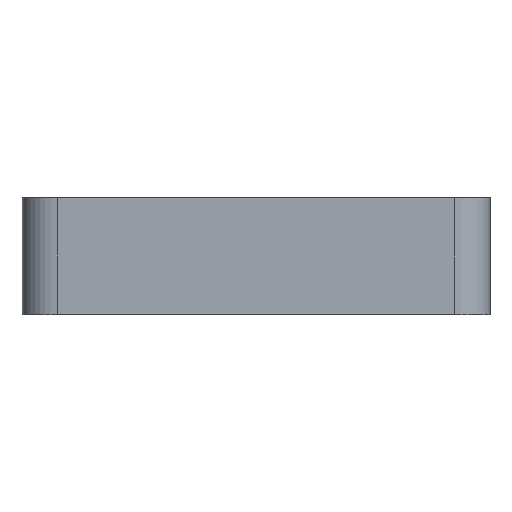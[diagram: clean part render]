
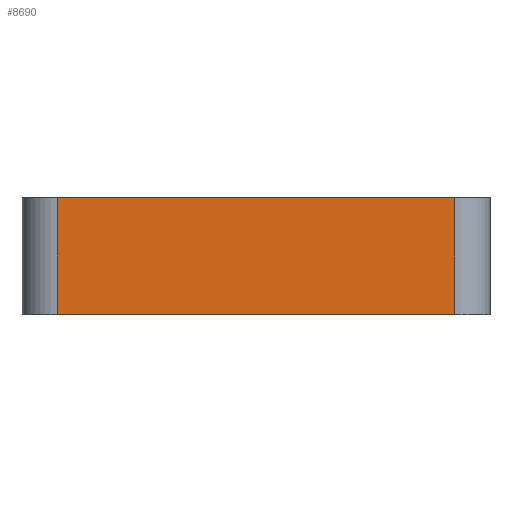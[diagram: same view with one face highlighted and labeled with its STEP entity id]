
A CAD part, left-side view. The second image highlights one B-rep face of the part: STEP entity #8690.
In plain terms, the highlighted planar face has unit normal (-1, 0, 0).
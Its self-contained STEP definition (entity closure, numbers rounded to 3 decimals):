
#2356 = CARTESIAN_POINT ( 'NONE',  ( -40., 17., 0. ) ) ;
#2758 = CARTESIAN_POINT ( 'NONE',  ( -40., -17., 0. ) ) ;
#2778 = VERTEX_POINT ( 'NONE', #6281 ) ;
#3175 = ORIENTED_EDGE ( 'NONE', *, *, #8983, .T. ) ;
#3531 = PLANE ( 'NONE',  #4795 ) ;
#3609 = CARTESIAN_POINT ( 'NONE',  ( -40., -17., 0. ) ) ;
#3620 = CARTESIAN_POINT ( 'NONE',  ( -40., 17., 10. ) ) ;
#3691 = B_SPLINE_CURVE_WITH_KNOTS ( 'NONE', 1,
 ( #8291, #3620 ),
 .UNSPECIFIED., .F., .F.,
 ( 2, 2 ),
 ( 0., 1. ),
 .UNSPECIFIED. ) ;
#4071 = CARTESIAN_POINT ( 'NONE',  ( -40., 17., 10. ) ) ;
#4085 = VERTEX_POINT ( 'NONE', #4071 ) ;
#4200 = B_SPLINE_CURVE_WITH_KNOTS ( 'NONE', 1,
 ( #6688, #3609 ),
 .UNSPECIFIED., .F., .F.,
 ( 2, 2 ),
 ( 0., 1. ),
 .UNSPECIFIED. ) ;
#4334 = DIRECTION ( 'NONE',  ( -1., 0., 0. ) ) ;
#4412 = CARTESIAN_POINT ( 'NONE',  ( -40., -17., 0. ) ) ;
#4538 = CARTESIAN_POINT ( 'NONE',  ( -40., -17., 10. ) ) ;
#4795 = AXIS2_PLACEMENT_3D ( 'NONE', #2758, #4334, #8769 ) ;
#5346 = VERTEX_POINT ( 'NONE', #4538 ) ;
#5571 = ORIENTED_EDGE ( 'NONE', *, *, #8381, .T. ) ;
#5990 = FACE_OUTER_BOUND ( 'NONE', #8459, .T. ) ;
#6012 = CARTESIAN_POINT ( 'NONE',  ( -40., 17., 0. ) ) ;
#6281 = CARTESIAN_POINT ( 'NONE',  ( -40., -17., 0. ) ) ;
#6688 = CARTESIAN_POINT ( 'NONE',  ( -40., 17., 0. ) ) ;
#6899 = EDGE_CURVE ( 'NONE', #6990, #2778, #4200, .T. ) ;
#6990 = VERTEX_POINT ( 'NONE', #2356 ) ;
#7359 = CARTESIAN_POINT ( 'NONE',  ( -40., 17., 10. ) ) ;
#7839 = ORIENTED_EDGE ( 'NONE', *, *, #6899, .T. ) ;
#8279 = CARTESIAN_POINT ( 'NONE',  ( -40., -17., 10. ) ) ;
#8291 = CARTESIAN_POINT ( 'NONE',  ( -40., -17., 10. ) ) ;
#8381 = EDGE_CURVE ( 'NONE', #4085, #6990, #8721, .T. ) ;
#8397 = ORIENTED_EDGE ( 'NONE', *, *, #8745, .T. ) ;
#8459 = EDGE_LOOP ( 'NONE', ( #8397, #3175, #5571, #7839 ) ) ;
#8593 = B_SPLINE_CURVE_WITH_KNOTS ( 'NONE', 1,
 ( #4412, #8279 ),
 .UNSPECIFIED., .F., .F.,
 ( 2, 2 ),
 ( 0., 1. ),
 .UNSPECIFIED. ) ;
#8690 = ADVANCED_FACE ( 'NONE', ( #5990 ), #3531, .T. ) ;
#8721 = B_SPLINE_CURVE_WITH_KNOTS ( 'NONE', 1,
 ( #7359, #6012 ),
 .UNSPECIFIED., .F., .F.,
 ( 2, 2 ),
 ( 0., 1. ),
 .UNSPECIFIED. ) ;
#8745 = EDGE_CURVE ( 'NONE', #2778, #5346, #8593, .T. ) ;
#8769 = DIRECTION ( 'NONE',  ( 0., 0., 1. ) ) ;
#8983 = EDGE_CURVE ( 'NONE', #5346, #4085, #3691, .T. ) ;
